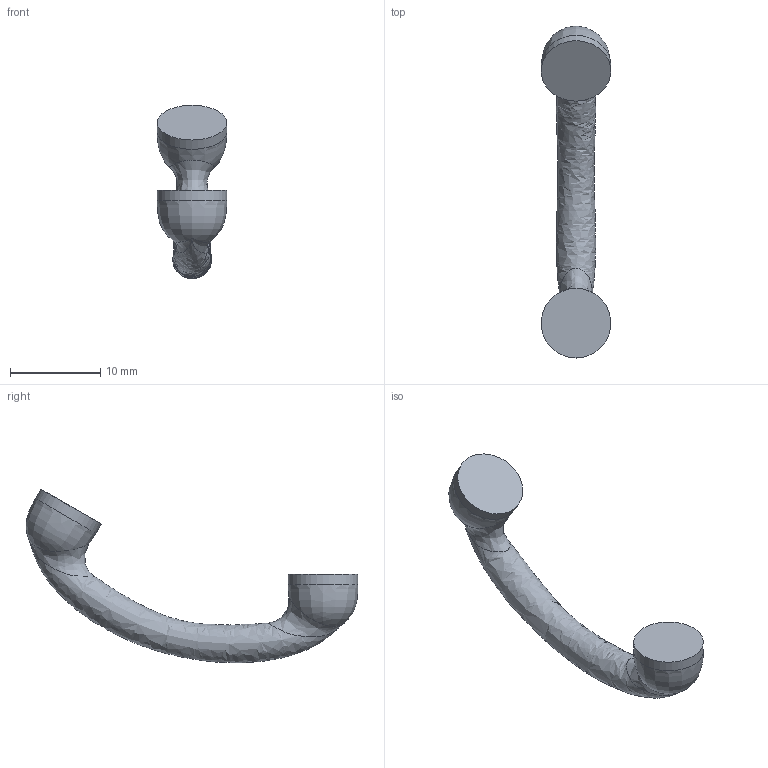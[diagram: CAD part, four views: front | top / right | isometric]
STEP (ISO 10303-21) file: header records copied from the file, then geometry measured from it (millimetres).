
FILE_DESCRIPTION(/* description */ (''),/* implementation_level */ '2;1');
FILE_NAME(/* name */ 'sluchatko v1.step',/* time_stamp */ '2022-06-03T22:27:33+02:00',/* author */ (''),/* organization */ (''),/* preprocessor_version */ 'ST-DEVELOPER v19',/* originating_system */ 'Autodesk Translation Framework v11.7.0.108',/* authorisation */ '');
FILE_SCHEMA (('AUTOMOTIVE_DESIGN { 1 0 10303 214 3 1 1 }'));
Length unit declared in the file: millimetre
Products named in the file (1): sluchatko
Bounding box: 7.7 x 36.73 x 19.2 mm (x, y, z)
Volume: 873.1 mm3; surface area: 774.4 mm2
Topology: 1 solids, 1 shells, 9 faces, 27 edges, 20 vertices
Faces by surface type: bspline 5, cylinder 2, plane 2
Full cylindrical faces by diameter (mm): 7.7 x2
Entity records: 1184 total; most frequent: CARTESIAN_POINT 944, ORIENTED_EDGE 54, DIRECTION 28, EDGE_CURVE 27, VERTEX_POINT 20, B_SPLINE_CURVE_WITH_KNOTS 15, AXIS2_PLACEMENT_3D 13, FACE_OUTER_BOUND 9
